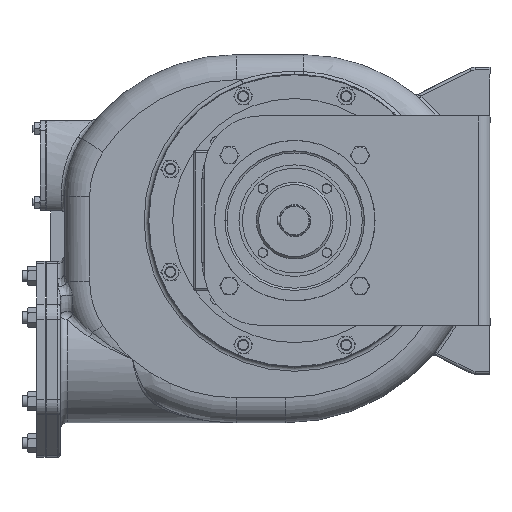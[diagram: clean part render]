
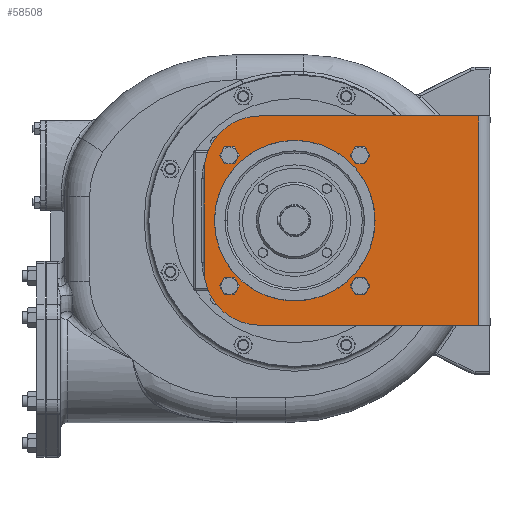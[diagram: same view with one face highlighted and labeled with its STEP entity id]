
A CAD part, left-side view. The second image highlights one B-rep face of the part: STEP entity #58508.
In plain terms, the highlighted planar face has unit normal (-1, 0, 0).
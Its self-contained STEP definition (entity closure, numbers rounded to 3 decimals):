
#521=CARTESIAN_POINT('',(-551.,330.,-70.));
#522=DIRECTION('',(1.,0.,0.));
#523=DIRECTION('',(0.,0.,-1.));
#524=AXIS2_PLACEMENT_3D('',#521,#522,#523);
#526=DIRECTION('',(0.,0.,1.));
#527=VECTOR('',#526,140.);
#528=CARTESIAN_POINT('',(-551.,410.,-70.));
#529=LINE('',#528,#527);
#530=CARTESIAN_POINT('',(-551.,330.,70.));
#531=DIRECTION('',(1.,0.,0.));
#532=DIRECTION('',(0.,1.,0.));
#533=AXIS2_PLACEMENT_3D('',#530,#531,#532);
#535=DIRECTION('',(0.,-1.,0.));
#536=VECTOR('',#535,314.);
#537=CARTESIAN_POINT('',(-551.,330.,150.));
#538=LINE('',#537,#536);
#539=DIRECTION('',(0.,1.,0.));
#540=VECTOR('',#539,314.);
#541=CARTESIAN_POINT('',(-551.,16.,-150.));
#542=LINE('',#541,#540);
#543=CARTESIAN_POINT('',(-551.,280.,0.));
#544=DIRECTION('',(-1.,0.,0.));
#545=DIRECTION('',(0.,-1.,0.));
#546=AXIS2_PLACEMENT_3D('',#543,#544,#545);
#548=CARTESIAN_POINT('',(-551.,280.,0.));
#549=DIRECTION('',(-1.,0.,0.));
#550=DIRECTION('',(0.,1.,0.));
#551=AXIS2_PLACEMENT_3D('',#548,#549,#550);
#553=CARTESIAN_POINT('',(-551.,373.692,-93.692));
#554=DIRECTION('',(1.,0.,0.));
#555=DIRECTION('',(0.,0.,-1.));
#556=AXIS2_PLACEMENT_3D('',#553,#554,#555);
#558=CARTESIAN_POINT('',(-551.,373.692,-93.692));
#559=DIRECTION('',(1.,0.,0.));
#560=DIRECTION('',(0.,0.,1.));
#561=AXIS2_PLACEMENT_3D('',#558,#559,#560);
#563=CARTESIAN_POINT('',(-551.,186.308,-93.692));
#564=DIRECTION('',(1.,0.,0.));
#565=DIRECTION('',(0.,0.,-1.));
#566=AXIS2_PLACEMENT_3D('',#563,#564,#565);
#568=CARTESIAN_POINT('',(-551.,186.308,-93.692));
#569=DIRECTION('',(1.,0.,0.));
#570=DIRECTION('',(0.,0.,1.));
#571=AXIS2_PLACEMENT_3D('',#568,#569,#570);
#573=CARTESIAN_POINT('',(-551.,186.308,93.692));
#574=DIRECTION('',(1.,0.,0.));
#575=DIRECTION('',(0.,0.,-1.));
#576=AXIS2_PLACEMENT_3D('',#573,#574,#575);
#578=CARTESIAN_POINT('',(-551.,186.308,93.692));
#579=DIRECTION('',(1.,0.,0.));
#580=DIRECTION('',(0.,0.,1.));
#581=AXIS2_PLACEMENT_3D('',#578,#579,#580);
#583=CARTESIAN_POINT('',(-551.,373.692,93.692));
#584=DIRECTION('',(1.,0.,0.));
#585=DIRECTION('',(0.,0.,-1.));
#586=AXIS2_PLACEMENT_3D('',#583,#584,#585);
#588=CARTESIAN_POINT('',(-551.,373.692,93.692));
#589=DIRECTION('',(1.,0.,0.));
#590=DIRECTION('',(0.,0.,1.));
#591=AXIS2_PLACEMENT_3D('',#588,#589,#590);
#697=DIRECTION('',(0.,0.,1.));
#698=VECTOR('',#697,300.);
#699=CARTESIAN_POINT('',(-551.,16.,-150.));
#700=LINE('',#699,#698);
#57569=CARTESIAN_POINT('',(-551.,330.,-150.));
#57571=VERTEX_POINT('',#57569);
#57572=CARTESIAN_POINT('',(-551.,164.8,0.));
#57573=CARTESIAN_POINT('',(-551.,395.2,0.));
#57574=VERTEX_POINT('',#57572);
#57575=VERTEX_POINT('',#57573);
#57580=CARTESIAN_POINT('',(-551.,16.,-150.));
#57581=VERTEX_POINT('',#57580);
#57582=CARTESIAN_POINT('',(-551.,16.,150.));
#57583=VERTEX_POINT('',#57582);
#57584=CARTESIAN_POINT('',(-551.,330.,150.));
#57585=VERTEX_POINT('',#57584);
#57632=CARTESIAN_POINT('',(-551.,410.,-70.));
#57633=VERTEX_POINT('',#57632);
#57634=CARTESIAN_POINT('',(-551.,410.,70.));
#57635=VERTEX_POINT('',#57634);
#57714=CARTESIAN_POINT('',(-551.,373.692,-105.192));
#57715=CARTESIAN_POINT('',(-551.,373.692,-82.192));
#57716=VERTEX_POINT('',#57714);
#57717=VERTEX_POINT('',#57715);
#57760=CARTESIAN_POINT('',(-551.,186.308,-105.192));
#57761=CARTESIAN_POINT('',(-551.,186.308,-82.192));
#57762=VERTEX_POINT('',#57760);
#57763=VERTEX_POINT('',#57761);
#57806=CARTESIAN_POINT('',(-551.,186.308,82.192));
#57807=CARTESIAN_POINT('',(-551.,186.308,105.192));
#57808=VERTEX_POINT('',#57806);
#57809=VERTEX_POINT('',#57807);
#57852=CARTESIAN_POINT('',(-551.,373.692,82.192));
#57853=CARTESIAN_POINT('',(-551.,373.692,105.192));
#57854=VERTEX_POINT('',#57852);
#57855=VERTEX_POINT('',#57853);
#58461=CARTESIAN_POINT('',(-551.,280.,0.));
#58462=DIRECTION('',(1.,0.,0.));
#58463=DIRECTION('',(0.,0.,-1.));
#58464=AXIS2_PLACEMENT_3D('',#58461,#58462,#58463);
#58465=PLANE('',#58464);
#58467=ORIENTED_EDGE('',*,*,#58466,.T.);
#58469=ORIENTED_EDGE('',*,*,#58468,.T.);
#58471=ORIENTED_EDGE('',*,*,#58470,.T.);
#58473=ORIENTED_EDGE('',*,*,#58472,.T.);
#58475=ORIENTED_EDGE('',*,*,#58474,.F.);
#58477=ORIENTED_EDGE('',*,*,#58476,.T.);
#58478=EDGE_LOOP('',(#58467,#58469,#58471,#58473,#58475,#58477));
#58479=FACE_OUTER_BOUND('',#58478,.F.);
#58480=ORIENTED_EDGE('',*,*,#58441,.T.);
#58481=ORIENTED_EDGE('',*,*,#58455,.T.);
#58482=EDGE_LOOP('',(#58480,#58481));
#58483=FACE_BOUND('',#58482,.F.);
#58485=ORIENTED_EDGE('',*,*,#58484,.F.);
#58487=ORIENTED_EDGE('',*,*,#58486,.F.);
#58488=EDGE_LOOP('',(#58485,#58487));
#58489=FACE_BOUND('',#58488,.F.);
#58491=ORIENTED_EDGE('',*,*,#58490,.F.);
#58493=ORIENTED_EDGE('',*,*,#58492,.F.);
#58494=EDGE_LOOP('',(#58491,#58493));
#58495=FACE_BOUND('',#58494,.F.);
#58497=ORIENTED_EDGE('',*,*,#58496,.F.);
#58499=ORIENTED_EDGE('',*,*,#58498,.F.);
#58500=EDGE_LOOP('',(#58497,#58499));
#58501=FACE_BOUND('',#58500,.F.);
#58503=ORIENTED_EDGE('',*,*,#58502,.F.);
#58505=ORIENTED_EDGE('',*,*,#58504,.F.);
#58506=EDGE_LOOP('',(#58503,#58505));
#58507=FACE_BOUND('',#58506,.F.);
#58508=ADVANCED_FACE('',(#58479,#58483,#58489,#58495,#58501,#58507),#58465,.F.);
#525=CIRCLE('',#524,80.);
#534=CIRCLE('',#533,80.);
#547=CIRCLE('',#546,115.2);
#552=CIRCLE('',#551,115.2);
#557=CIRCLE('',#556,11.5);
#562=CIRCLE('',#561,11.5);
#567=CIRCLE('',#566,11.5);
#572=CIRCLE('',#571,11.5);
#577=CIRCLE('',#576,11.5);
#582=CIRCLE('',#581,11.5);
#587=CIRCLE('',#586,11.5);
#592=CIRCLE('',#591,11.5);
#58441=EDGE_CURVE('',#57574,#57575,#547,.T.);
#58455=EDGE_CURVE('',#57575,#57574,#552,.T.);
#58466=EDGE_CURVE('',#57571,#57633,#525,.T.);
#58468=EDGE_CURVE('',#57633,#57635,#529,.T.);
#58470=EDGE_CURVE('',#57635,#57585,#534,.T.);
#58472=EDGE_CURVE('',#57585,#57583,#538,.T.);
#58474=EDGE_CURVE('',#57581,#57583,#700,.T.);
#58476=EDGE_CURVE('',#57581,#57571,#542,.T.);
#58484=EDGE_CURVE('',#57716,#57717,#557,.T.);
#58486=EDGE_CURVE('',#57717,#57716,#562,.T.);
#58490=EDGE_CURVE('',#57762,#57763,#567,.T.);
#58492=EDGE_CURVE('',#57763,#57762,#572,.T.);
#58496=EDGE_CURVE('',#57808,#57809,#577,.T.);
#58498=EDGE_CURVE('',#57809,#57808,#582,.T.);
#58502=EDGE_CURVE('',#57854,#57855,#587,.T.);
#58504=EDGE_CURVE('',#57855,#57854,#592,.T.);
